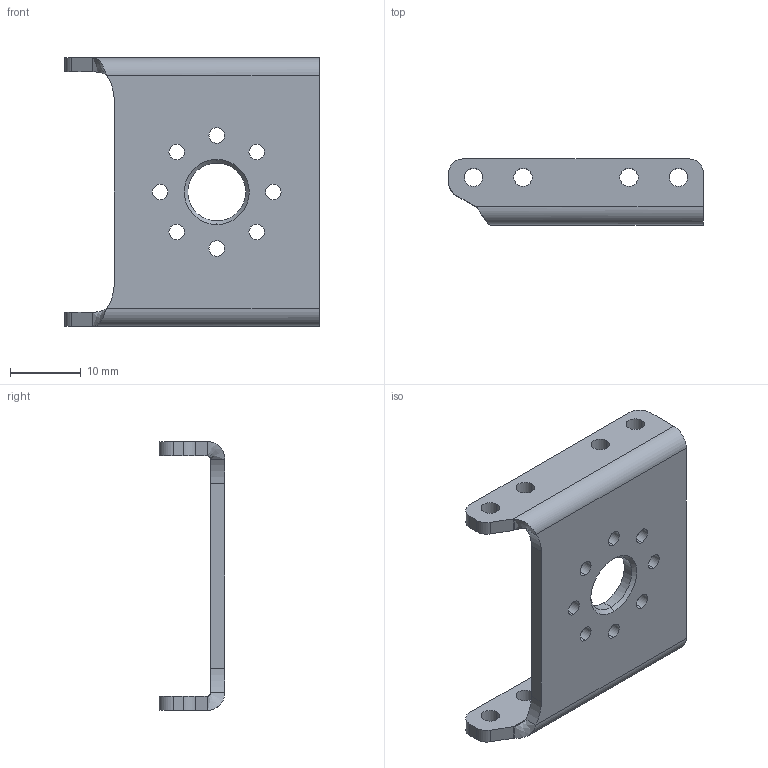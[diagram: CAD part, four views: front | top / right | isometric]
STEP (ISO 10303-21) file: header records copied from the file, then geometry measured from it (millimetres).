
FILE_DESCRIPTION (( 'STEP AP214' ), '1' );
FILE_NAME ('Connector HN07-N101_FR05-S101.STEP', '2014-04-07T22:02:42', ( '' ), ( '' ), 'SwSTEP 2.0', 'SolidWorks 2013', '' );
FILE_SCHEMA (( 'AUTOMOTIVE_DESIGN' ));
Length unit declared in the file: millimetre
Products named in the file (1): Connector HN07-N101_FR05-S101
Bounding box: 36 x 9.3 x 38 mm (x, y, z)
Volume: 2862.7 mm3; surface area: 3588 mm2
Topology: 1 solids, 1 shells, 99 faces, 248 edges, 162 vertices
Faces by surface type: cylinder 68, plane 25, bspline 4, cone 2
Entity records: 3264 total; most frequent: CARTESIAN_POINT 684, DIRECTION 566, ORIENTED_EDGE 496, EDGE_CURVE 248, AXIS2_PLACEMENT_3D 230, VERTEX_POINT 162, EDGE_LOOP 144, CIRCLE 134
